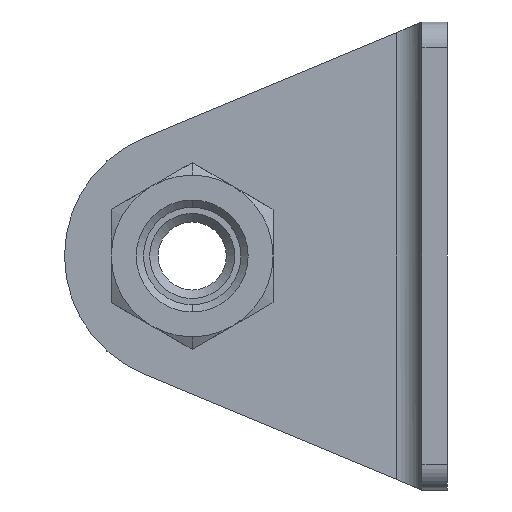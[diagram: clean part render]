
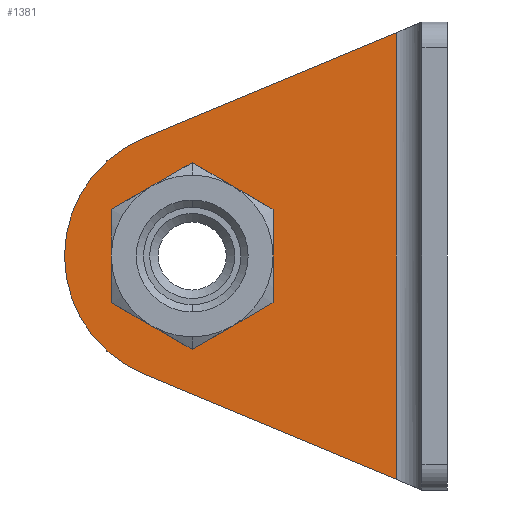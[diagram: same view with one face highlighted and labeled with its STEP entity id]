
A CAD part, left-side view. The second image highlights one B-rep face of the part: STEP entity #1381.
In plain terms, the highlighted planar face has unit normal (-1, 0, 0).
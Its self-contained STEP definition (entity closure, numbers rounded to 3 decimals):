
#157=CARTESIAN_POINT('',(22.,34.75,-19.273));
#158=VERTEX_POINT('',#157);
#227=CARTESIAN_POINT('',(22.,39.5,-27.5));
#228=VERTEX_POINT('',#227);
#328=CARTESIAN_POINT('',(22.,25.25,-35.727));
#329=VERTEX_POINT('',#328);
#396=CARTESIAN_POINT('',(22.,20.5,-27.5));
#397=VERTEX_POINT('',#396);
#459=CARTESIAN_POINT('',(22.,25.25,-19.273));
#460=VERTEX_POINT('',#459);
#573=CARTESIAN_POINT('',(22.,35.769,-41.346));
#574=VERTEX_POINT('',#573);
#581=CARTESIAN_POINT('',(22.,35.769,-13.654));
#582=VERTEX_POINT('',#581);
#583=CARTESIAN_POINT('',(22.,30.,-27.5));
#584=DIRECTION('',(1.,-0.,0.));
#585=DIRECTION('',(0.,0.,1.));
#586=AXIS2_PLACEMENT_3D('',#583,#584,#585);
#587=CIRCLE('',#586,15.);
#588=EDGE_CURVE('',#574,#582,#587,.T.);
#991=CARTESIAN_POINT('',(22.,6.,-1.25));
#992=VERTEX_POINT('',#991);
#993=CARTESIAN_POINT('',(22.,35.769,-13.654));
#994=DIRECTION('',(0.,-0.923,0.385));
#995=VECTOR('',#994,32.25);
#996=LINE('',#993,#995);
#997=EDGE_CURVE('',#582,#992,#996,.T.);
#1025=CARTESIAN_POINT('',(22.,6.,-53.75));
#1026=VERTEX_POINT('',#1025);
#1034=CARTESIAN_POINT('',(22.,6.,-53.75));
#1035=DIRECTION('',(0.,0.923,0.385));
#1036=VECTOR('',#1035,32.25);
#1037=LINE('',#1034,#1036);
#1038=EDGE_CURVE('',#1026,#574,#1037,.T.);
#1249=CARTESIAN_POINT('',(22.,30.,-18.));
#1250=VERTEX_POINT('',#1249);
#1257=CARTESIAN_POINT('',(22.,30.,-27.5));
#1258=DIRECTION('',(1.,0.,0.));
#1259=DIRECTION('',(0.,0.,-1.));
#1260=AXIS2_PLACEMENT_3D('',#1257,#1258,#1259);
#1261=CIRCLE('',#1260,9.5);
#1262=EDGE_CURVE('',#158,#1250,#1261,.T.);
#1309=CARTESIAN_POINT('',(22.,45.,-55.));
#1310=DIRECTION('',(-1.,0.,0.));
#1311=DIRECTION('',(0.,0.,1.));
#1312=AXIS2_PLACEMENT_3D('',#1309,#1310,#1311);
#1313=PLANE('',#1312);
#1314=CARTESIAN_POINT('',(22.,6.,-53.75));
#1315=DIRECTION('',(0.,0.,1.));
#1316=VECTOR('',#1315,52.5);
#1317=LINE('',#1314,#1316);
#1318=EDGE_CURVE('',#1026,#992,#1317,.T.);
#1319=ORIENTED_EDGE('',*,*,#1318,.T.);
#1320=ORIENTED_EDGE('',*,*,#997,.F.);
#1321=ORIENTED_EDGE('',*,*,#588,.F.);
#1322=ORIENTED_EDGE('',*,*,#1038,.F.);
#1323=EDGE_LOOP('',(#1319,#1320,#1321,#1322));
#1324=FACE_BOUND('',#1323,.T.);
#1325=CARTESIAN_POINT('',(22.,30.,-27.5));
#1326=DIRECTION('',(1.,0.,0.));
#1327=DIRECTION('',(0.,0.,-1.));
#1328=AXIS2_PLACEMENT_3D('',#1325,#1326,#1327);
#1329=CIRCLE('',#1328,9.5);
#1330=EDGE_CURVE('',#228,#158,#1329,.T.);
#1331=ORIENTED_EDGE('',*,*,#1330,.T.);
#1332=ORIENTED_EDGE('',*,*,#1262,.T.);
#1333=CARTESIAN_POINT('',(22.,30.,-27.5));
#1334=DIRECTION('',(1.,0.,0.));
#1335=DIRECTION('',(0.,0.,-1.));
#1336=AXIS2_PLACEMENT_3D('',#1333,#1334,#1335);
#1337=CIRCLE('',#1336,9.5);
#1338=EDGE_CURVE('',#1250,#460,#1337,.T.);
#1339=ORIENTED_EDGE('',*,*,#1338,.T.);
#1340=CARTESIAN_POINT('',(22.,30.,-27.5));
#1341=DIRECTION('',(1.,0.,0.));
#1342=DIRECTION('',(0.,0.,-1.));
#1343=AXIS2_PLACEMENT_3D('',#1340,#1341,#1342);
#1344=CIRCLE('',#1343,9.5);
#1345=EDGE_CURVE('',#460,#397,#1344,.T.);
#1346=ORIENTED_EDGE('',*,*,#1345,.T.);
#1347=CARTESIAN_POINT('',(22.,30.,-27.5));
#1348=DIRECTION('',(1.,0.,0.));
#1349=DIRECTION('',(0.,0.,-1.));
#1350=AXIS2_PLACEMENT_3D('',#1347,#1348,#1349);
#1351=CIRCLE('',#1350,9.5);
#1352=EDGE_CURVE('',#397,#329,#1351,.T.);
#1353=ORIENTED_EDGE('',*,*,#1352,.T.);
#1354=CARTESIAN_POINT('',(22.,30.,-37.));
#1355=VERTEX_POINT('',#1354);
#1356=CARTESIAN_POINT('',(22.,30.,-27.5));
#1357=DIRECTION('',(1.,0.,0.));
#1358=DIRECTION('',(0.,0.,-1.));
#1359=AXIS2_PLACEMENT_3D('',#1356,#1357,#1358);
#1360=CIRCLE('',#1359,9.5);
#1361=EDGE_CURVE('',#329,#1355,#1360,.T.);
#1362=ORIENTED_EDGE('',*,*,#1361,.T.);
#1363=CARTESIAN_POINT('',(22.,34.75,-35.727));
#1364=VERTEX_POINT('',#1363);
#1365=CARTESIAN_POINT('',(22.,30.,-27.5));
#1366=DIRECTION('',(1.,0.,0.));
#1367=DIRECTION('',(0.,0.,-1.));
#1368=AXIS2_PLACEMENT_3D('',#1365,#1366,#1367);
#1369=CIRCLE('',#1368,9.5);
#1370=EDGE_CURVE('',#1355,#1364,#1369,.T.);
#1371=ORIENTED_EDGE('',*,*,#1370,.T.);
#1372=CARTESIAN_POINT('',(22.,30.,-27.5));
#1373=DIRECTION('',(1.,0.,0.));
#1374=DIRECTION('',(0.,0.,-1.));
#1375=AXIS2_PLACEMENT_3D('',#1372,#1373,#1374);
#1376=CIRCLE('',#1375,9.5);
#1377=EDGE_CURVE('',#1364,#228,#1376,.T.);
#1378=ORIENTED_EDGE('',*,*,#1377,.T.);
#1379=EDGE_LOOP('',(#1331,#1332,#1339,#1346,#1353,#1362,#1371,#1378));
#1380=FACE_BOUND('',#1379,.T.);
#1381=ADVANCED_FACE('',(#1324,#1380),#1313,.T.);
